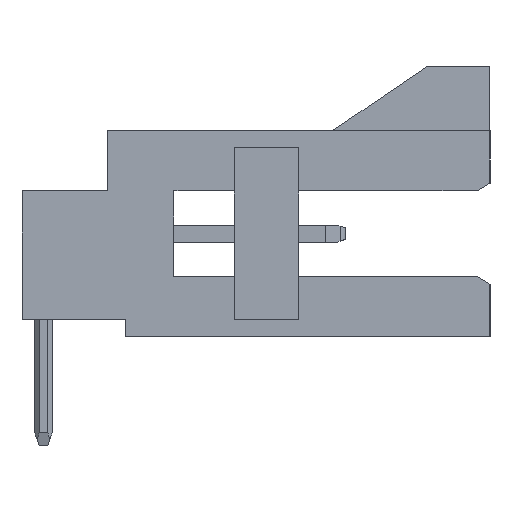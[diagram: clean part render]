
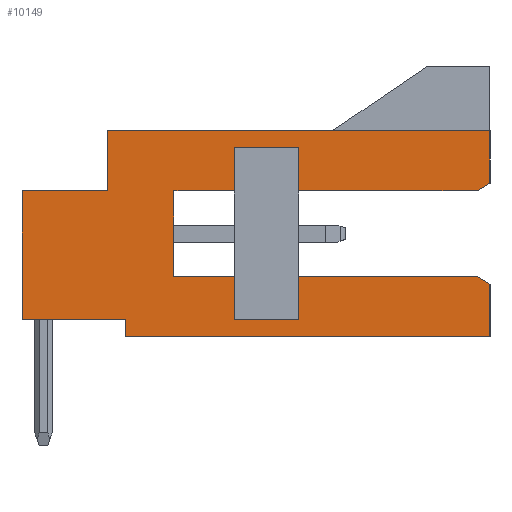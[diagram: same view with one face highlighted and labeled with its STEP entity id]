
A CAD part, left-side view. The second image highlights one B-rep face of the part: STEP entity #10149.
In plain terms, the highlighted planar face has unit normal (-1, 0, 0).
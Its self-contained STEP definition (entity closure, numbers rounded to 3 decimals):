
#289=CARTESIAN_POINT('',(-14.365,-2.54,1.));
#290=VERTEX_POINT('',#289);
#297=CARTESIAN_POINT('',(-14.365,-2.54,-1.));
#298=VERTEX_POINT('',#297);
#299=CARTESIAN_POINT('',(-14.365,-2.54,1.));
#300=DIRECTION('',(0.,0.,-1.));
#301=VECTOR('',#300,2.);
#302=LINE('',#299,#301);
#303=EDGE_CURVE('',#290,#298,#302,.T.);
#1239=CARTESIAN_POINT('',(-14.365,1.,1.));
#1240=VERTEX_POINT('',#1239);
#1257=CARTESIAN_POINT('',(-14.365,1.,-2.));
#1258=VERTEX_POINT('',#1257);
#1265=CARTESIAN_POINT('',(-14.365,1.,-2.));
#1266=DIRECTION('',(0.,0.,1.));
#1267=VECTOR('',#1266,3.);
#1268=LINE('',#1265,#1267);
#1269=EDGE_CURVE('',#1258,#1240,#1268,.T.);
#6750=CARTESIAN_POINT('',(-14.365,-3.94,1.));
#6751=VERTEX_POINT('',#6750);
#6758=CARTESIAN_POINT('',(-14.365,-3.94,1.));
#6759=DIRECTION('',(0.,1.,0.));
#6760=VECTOR('',#6759,1.4);
#6761=LINE('',#6758,#6760);
#6762=EDGE_CURVE('',#6751,#290,#6761,.T.);
#6766=CARTESIAN_POINT('',(-14.365,-9.6,1.));
#6767=VERTEX_POINT('',#6766);
#6777=CARTESIAN_POINT('',(-14.365,-5.44,1.));
#6778=VERTEX_POINT('',#6777);
#6779=CARTESIAN_POINT('',(-14.365,-9.6,1.));
#6780=DIRECTION('',(0.,1.,0.));
#6781=VECTOR('',#6780,4.16);
#6782=LINE('',#6779,#6781);
#6783=EDGE_CURVE('',#6767,#6778,#6782,.T.);
#6808=CARTESIAN_POINT('',(-14.365,-3.94,-1.));
#6809=VERTEX_POINT('',#6808);
#6810=CARTESIAN_POINT('',(-14.365,-2.54,-1.));
#6811=DIRECTION('',(0.,-1.,0.));
#6812=VECTOR('',#6811,1.4);
#6813=LINE('',#6810,#6812);
#6814=EDGE_CURVE('',#298,#6809,#6813,.T.);
#6840=CARTESIAN_POINT('',(-14.365,-5.44,-1.));
#6841=VERTEX_POINT('',#6840);
#6848=CARTESIAN_POINT('',(-14.365,-9.6,-1.));
#6849=VERTEX_POINT('',#6848);
#6850=CARTESIAN_POINT('',(-14.365,-5.44,-1.));
#6851=DIRECTION('',(0.,-1.,0.));
#6852=VECTOR('',#6851,4.16);
#6853=LINE('',#6850,#6852);
#6854=EDGE_CURVE('',#6841,#6849,#6853,.T.);
#7018=CARTESIAN_POINT('',(-14.365,-9.9,-1.173));
#7019=VERTEX_POINT('',#7018);
#7028=CARTESIAN_POINT('',(-14.365,-9.6,-1.));
#7029=DIRECTION('',(0.,-0.866,-0.5));
#7030=VECTOR('',#7029,0.346);
#7031=LINE('',#7028,#7030);
#7032=EDGE_CURVE('',#6849,#7019,#7031,.T.);
#8213=CARTESIAN_POINT('',(-14.365,-9.9,1.173));
#8214=VERTEX_POINT('',#8213);
#8221=CARTESIAN_POINT('',(-14.365,-9.9,1.173));
#8222=DIRECTION('',(0.,0.866,-0.5));
#8223=VECTOR('',#8222,0.346);
#8224=LINE('',#8221,#8223);
#8225=EDGE_CURVE('',#8214,#6767,#8224,.T.);
#10030=CARTESIAN_POINT('',(-14.365,-5.503,-1.5));
#10031=DIRECTION('',(0.,1.,0.));
#10032=DIRECTION('',(-1.,0.,0.));
#10033=AXIS2_PLACEMENT_3D('',#10030,#10032,#10031);
#10034=PLANE('',#10033);
#10035=CARTESIAN_POINT('',(-14.365,-3.94,-2.));
#10036=VERTEX_POINT('',#10035);
#10037=CARTESIAN_POINT('',(-14.365,-3.94,-2.));
#10038=DIRECTION('',(0.,0.,1.));
#10039=VECTOR('',#10038,1.);
#10040=LINE('',#10037,#10039);
#10041=EDGE_CURVE('',#10036,#6809,#10040,.T.);
#10042=ORIENTED_EDGE('',*,*,#10041,.T.);
#10043=ORIENTED_EDGE('',*,*,#6814,.F.);
#10044=ORIENTED_EDGE('',*,*,#303,.F.);
#10045=ORIENTED_EDGE('',*,*,#6762,.F.);
#10046=CARTESIAN_POINT('',(-14.365,-3.94,2.));
#10047=VERTEX_POINT('',#10046);
#10048=CARTESIAN_POINT('',(-14.365,-3.94,1.));
#10049=DIRECTION('',(0.,0.,1.));
#10050=VECTOR('',#10049,1.);
#10051=LINE('',#10048,#10050);
#10052=EDGE_CURVE('',#6751,#10047,#10051,.T.);
#10053=ORIENTED_EDGE('',*,*,#10052,.T.);
#10054=CARTESIAN_POINT('',(-14.365,-5.44,2.));
#10055=VERTEX_POINT('',#10054);
#10056=CARTESIAN_POINT('',(-14.365,-3.94,2.));
#10057=DIRECTION('',(0.,-1.,0.));
#10058=VECTOR('',#10057,1.5);
#10059=LINE('',#10056,#10058);
#10060=EDGE_CURVE('',#10047,#10055,#10059,.T.);
#10061=ORIENTED_EDGE('',*,*,#10060,.T.);
#10062=CARTESIAN_POINT('',(-14.365,-5.44,2.));
#10063=DIRECTION('',(0.,0.,-1.));
#10064=VECTOR('',#10063,1.);
#10065=LINE('',#10062,#10064);
#10066=EDGE_CURVE('',#10055,#6778,#10065,.T.);
#10067=ORIENTED_EDGE('',*,*,#10066,.T.);
#10068=ORIENTED_EDGE('',*,*,#6783,.F.);
#10069=ORIENTED_EDGE('',*,*,#8225,.F.);
#10070=CARTESIAN_POINT('',(-14.365,-9.9,2.4));
#10071=VERTEX_POINT('',#10070);
#10072=CARTESIAN_POINT('',(-14.365,-9.9,1.173));
#10073=DIRECTION('',(0.,0.,1.));
#10074=VECTOR('',#10073,1.227);
#10075=LINE('',#10072,#10074);
#10076=EDGE_CURVE('',#8214,#10071,#10075,.T.);
#10077=ORIENTED_EDGE('',*,*,#10076,.T.);
#10078=CARTESIAN_POINT('',(-14.365,-1.,2.4));
#10079=VERTEX_POINT('',#10078);
#10080=CARTESIAN_POINT('',(-14.365,-9.9,2.4));
#10081=DIRECTION('',(0.,1.,0.));
#10082=VECTOR('',#10081,8.9);
#10083=LINE('',#10080,#10082);
#10084=EDGE_CURVE('',#10071,#10079,#10083,.T.);
#10085=ORIENTED_EDGE('',*,*,#10084,.T.);
#10086=CARTESIAN_POINT('',(-14.365,-1.,1.));
#10087=VERTEX_POINT('',#10086);
#10088=CARTESIAN_POINT('',(-14.365,-1.,2.4));
#10089=DIRECTION('',(0.,0.,-1.));
#10090=VECTOR('',#10089,1.4);
#10091=LINE('',#10088,#10090);
#10092=EDGE_CURVE('',#10079,#10087,#10091,.T.);
#10093=ORIENTED_EDGE('',*,*,#10092,.T.);
#10094=CARTESIAN_POINT('',(-14.365,-1.,1.));
#10095=DIRECTION('',(0.,1.,0.));
#10096=VECTOR('',#10095,2.);
#10097=LINE('',#10094,#10096);
#10098=EDGE_CURVE('',#10087,#1240,#10097,.T.);
#10099=ORIENTED_EDGE('',*,*,#10098,.T.);
#10100=ORIENTED_EDGE('',*,*,#1269,.F.);
#10101=CARTESIAN_POINT('',(-14.365,-1.4,-2.));
#10102=VERTEX_POINT('',#10101);
#10103=CARTESIAN_POINT('',(-14.365,1.,-2.));
#10104=DIRECTION('',(0.,-1.,0.));
#10105=VECTOR('',#10104,2.4);
#10106=LINE('',#10103,#10105);
#10107=EDGE_CURVE('',#1258,#10102,#10106,.T.);
#10108=ORIENTED_EDGE('',*,*,#10107,.T.);
#10109=CARTESIAN_POINT('',(-14.365,-1.4,-2.4));
#10110=VERTEX_POINT('',#10109);
#10111=CARTESIAN_POINT('',(-14.365,-1.4,-2.));
#10112=DIRECTION('',(0.,0.,-1.));
#10113=VECTOR('',#10112,0.4);
#10114=LINE('',#10111,#10113);
#10115=EDGE_CURVE('',#10102,#10110,#10114,.T.);
#10116=ORIENTED_EDGE('',*,*,#10115,.T.);
#10117=CARTESIAN_POINT('',(-14.365,-9.9,-2.4));
#10118=VERTEX_POINT('',#10117);
#10119=CARTESIAN_POINT('',(-14.365,-1.4,-2.4));
#10120=DIRECTION('',(0.,-1.,0.));
#10121=VECTOR('',#10120,8.5);
#10122=LINE('',#10119,#10121);
#10123=EDGE_CURVE('',#10110,#10118,#10122,.T.);
#10124=ORIENTED_EDGE('',*,*,#10123,.T.);
#10125=CARTESIAN_POINT('',(-14.365,-9.9,-2.4));
#10126=DIRECTION('',(0.,0.,1.));
#10127=VECTOR('',#10126,1.227);
#10128=LINE('',#10125,#10127);
#10129=EDGE_CURVE('',#10118,#7019,#10128,.T.);
#10130=ORIENTED_EDGE('',*,*,#10129,.T.);
#10131=ORIENTED_EDGE('',*,*,#7032,.F.);
#10132=ORIENTED_EDGE('',*,*,#6854,.F.);
#10133=CARTESIAN_POINT('',(-14.365,-5.44,-2.));
#10134=VERTEX_POINT('',#10133);
#10135=CARTESIAN_POINT('',(-14.365,-5.44,-1.));
#10136=DIRECTION('',(0.,0.,-1.));
#10137=VECTOR('',#10136,1.);
#10138=LINE('',#10135,#10137);
#10139=EDGE_CURVE('',#6841,#10134,#10138,.T.);
#10140=ORIENTED_EDGE('',*,*,#10139,.T.);
#10141=CARTESIAN_POINT('',(-14.365,-5.44,-2.));
#10142=DIRECTION('',(0.,1.,0.));
#10143=VECTOR('',#10142,1.5);
#10144=LINE('',#10141,#10143);
#10145=EDGE_CURVE('',#10134,#10036,#10144,.T.);
#10146=ORIENTED_EDGE('',*,*,#10145,.T.);
#10147=EDGE_LOOP('',(#10042,#10043,#10044,#10045,#10053,#10061,#10067,#10068,#10069,#10077,#10085,#10093,#10099,#10100,#10108,#10116,#10124,#10130,#10131,#10132,#10140,#10146));
#10148=FACE_OUTER_BOUND('',#10147,.T.);
#10149=ADVANCED_FACE('',(#10148),#10034,.T.);
